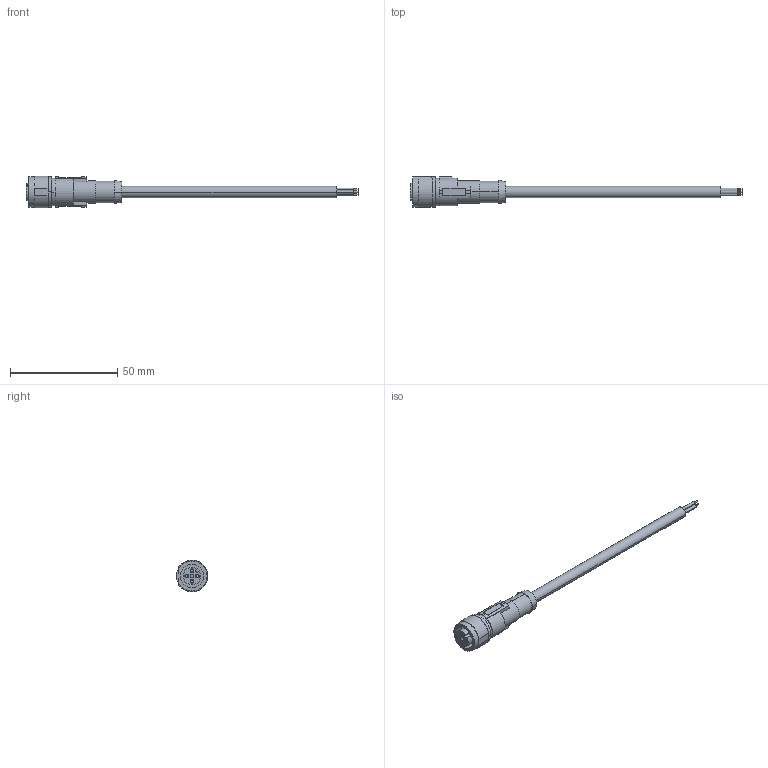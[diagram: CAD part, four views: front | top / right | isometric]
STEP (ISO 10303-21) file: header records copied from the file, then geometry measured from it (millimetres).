
FILE_DESCRIPTION(('SolidDesigner STEP Export'),'2;1');
FILE_NAME('1406245_SAC_4P_5.0_542_FS_SCO_BK-select.stp','2013-09-17T16:10:46',(''),(''),'Creo Elements/Direct Modeling STEP processor for AP214 (Solid Model)','Creo Elements/Direct Modeling 18.1B 29-Sep-2012 (C) Parametric Technology GmbH','');
FILE_SCHEMA(('AUTOMOTIVE_DESIGN { 1 0 10303 214 1 1 1 1 }'));
Length unit declared in the file: millimetre
Products named in the file (1): 1406245_SAC_4P_5.0_542_FS_SCO_BK-select
Bounding box: 154.5 x 14.4 x 14.79 mm (x, y, z)
Volume: 6953.9 mm3; surface area: 4522.8 mm2
Topology: 1 solids, 1 shells, 136 faces, 336 edges, 222 vertices
Faces by surface type: plane 62, cylinder 61, cone 13
Entity records: 5385 total; most frequent: CARTESIAN_POINT 1162, ORIENTED_EDGE 672, DIRECTION 616, EDGE_CURVE 336, AXIS2_PLACEMENT_3D 224, VERTEX_POINT 222, VECTOR 168, LINE 168
